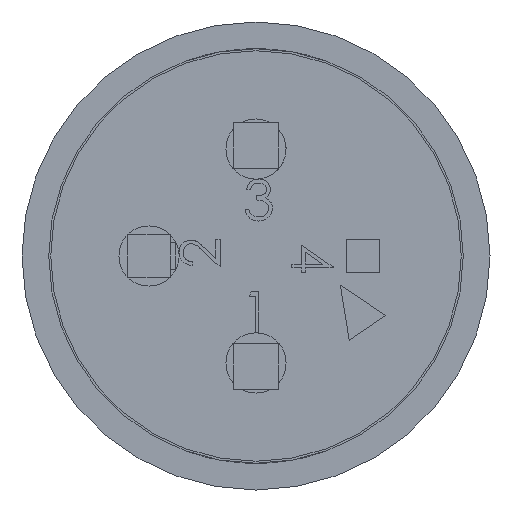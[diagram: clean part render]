
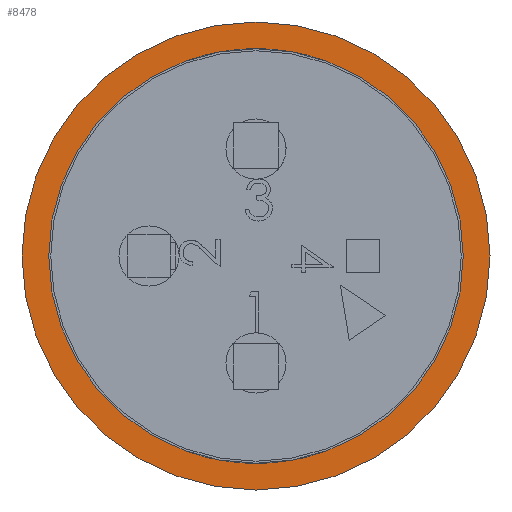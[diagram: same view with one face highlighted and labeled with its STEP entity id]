
A CAD part, front view. The second image highlights one B-rep face of the part: STEP entity #8478.
In plain terms, the highlighted face is planar.
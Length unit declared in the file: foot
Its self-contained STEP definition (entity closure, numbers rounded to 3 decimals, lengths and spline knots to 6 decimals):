
#162 = DIRECTION ( 'NONE',  ( 1., 0., 0. ) ) ;
#674 = CARTESIAN_POINT ( 'NONE',  ( 0.0025, 0.014583, 0. ) ) ;
#967 = AXIS2_PLACEMENT_3D ( 'NONE', #11803, #3990, #13119 ) ;
#1726 = CIRCLE ( 'NONE', #1729, 0.012917 ) ;
#1729 = AXIS2_PLACEMENT_3D ( 'NONE', #13705, #5859, #15047 ) ;
#1753 = CARTESIAN_POINT ( 'NONE',  ( 0.0025, 0., -0.012917 ) ) ;
#3067 = VERTEX_POINT ( 'NONE', #5086 ) ;
#3990 = DIRECTION ( 'NONE',  ( 1., 0., 0. ) ) ;
#4856 = CIRCLE ( 'NONE', #967, 0.012917 ) ;
#5086 = CARTESIAN_POINT ( 'NONE',  ( 0.0025, -0.014583, 0. ) ) ;
#5130 = PLANE ( 'NONE',  #5285 ) ;
#5285 = AXIS2_PLACEMENT_3D ( 'NONE', #8996, #14295, #6437 ) ;
#5439 = AXIS2_PLACEMENT_3D ( 'NONE', #7907, #162, #9236 ) ;
#5596 = EDGE_CURVE ( 'NONE', #11888, #13935, #4856, .T. ) ;
#5859 = DIRECTION ( 'NONE',  ( 1., 0., 0. ) ) ;
#5892 = EDGE_LOOP ( 'NONE', ( #15404, #11938 ) ) ;
#6290 = DIRECTION ( 'NONE',  ( 1., 0., 0. ) ) ;
#6437 = DIRECTION ( 'NONE',  ( 0., 0., 1. ) ) ;
#6992 = ORIENTED_EDGE ( 'NONE', *, *, #5596, .F. ) ;
#7907 = CARTESIAN_POINT ( 'NONE',  ( 0.0025, 0., 0. ) ) ;
#8465 = ORIENTED_EDGE ( 'NONE', *, *, #14269, .F. ) ;
#8478 = ADVANCED_FACE ( 'NONE', ( #11137, #14218 ), #5130, .F. ) ;
#8928 = EDGE_LOOP ( 'NONE', ( #8465, #6992 ) ) ;
#8996 = CARTESIAN_POINT ( 'NONE',  ( 0.0025, -0.014758, -0.014758 ) ) ;
#9236 = DIRECTION ( 'NONE',  ( 0., -1., 0. ) ) ;
#10154 = AXIS2_PLACEMENT_3D ( 'NONE', #14148, #6290, #15465 ) ;
#10808 = VERTEX_POINT ( 'NONE', #674 ) ;
#11137 = FACE_BOUND ( 'NONE', #8928, .T. ) ;
#11269 = CIRCLE ( 'NONE', #10154, 0.014583 ) ;
#11761 = EDGE_CURVE ( 'NONE', #10808, #3067, #11819, .T. ) ;
#11803 = CARTESIAN_POINT ( 'NONE',  ( 0.0025, 0., 0. ) ) ;
#11819 = CIRCLE ( 'NONE', #5439, 0.014583 ) ;
#11888 = VERTEX_POINT ( 'NONE', #1753 ) ;
#11938 = ORIENTED_EDGE ( 'NONE', *, *, #11761, .T. ) ;
#12972 = CARTESIAN_POINT ( 'NONE',  ( 0.0025, 0., 0.012917 ) ) ;
#13119 = DIRECTION ( 'NONE',  ( 0., 0., 1. ) ) ;
#13705 = CARTESIAN_POINT ( 'NONE',  ( 0.0025, 0., 0. ) ) ;
#13935 = VERTEX_POINT ( 'NONE', #12972 ) ;
#14148 = CARTESIAN_POINT ( 'NONE',  ( 0.0025, 0., 0. ) ) ;
#14218 = FACE_OUTER_BOUND ( 'NONE', #5892, .T. ) ;
#14269 = EDGE_CURVE ( 'NONE', #13935, #11888, #1726, .T. ) ;
#14295 = DIRECTION ( 'NONE',  ( -1., 0., 0. ) ) ;
#15047 = DIRECTION ( 'NONE',  ( 0., 0., 1. ) ) ;
#15404 = ORIENTED_EDGE ( 'NONE', *, *, #16683, .T. ) ;
#15465 = DIRECTION ( 'NONE',  ( 0., -1., 0. ) ) ;
#16683 = EDGE_CURVE ( 'NONE', #3067, #10808, #11269, .T. ) ;
